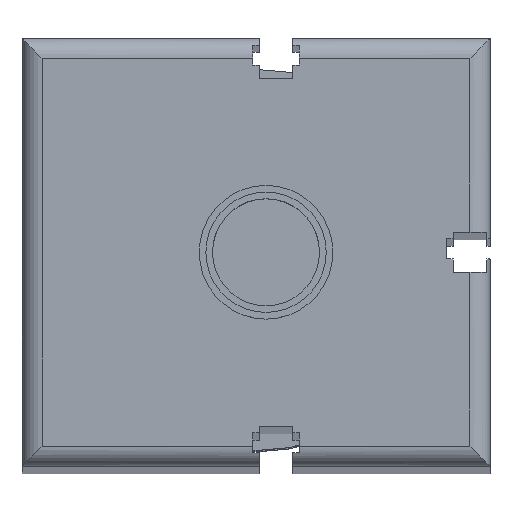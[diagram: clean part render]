
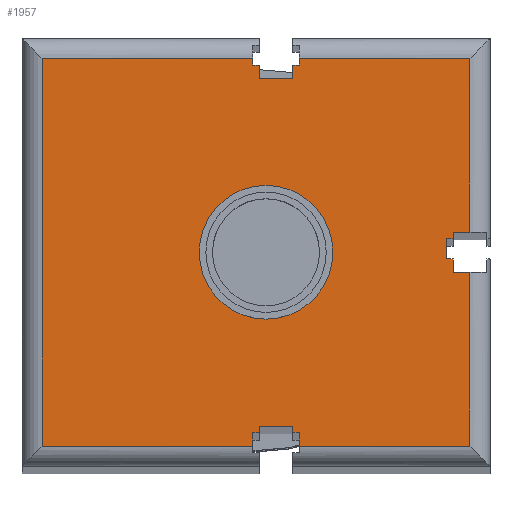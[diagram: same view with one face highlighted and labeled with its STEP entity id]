
A CAD part, top view. The second image highlights one B-rep face of the part: STEP entity #1957.
In plain terms, the highlighted planar face has unit normal (0, 0, 1).
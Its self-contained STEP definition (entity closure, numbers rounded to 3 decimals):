
#56=DIRECTION('',(0.,-1.,0.));
#57=VECTOR('',#56,1.);
#58=CARTESIAN_POINT('',(-2.5,-26.,0.));
#59=LINE('',#58,#57);
#64=DIRECTION('',(-1.,0.,0.));
#65=VECTOR('',#64,1.);
#66=CARTESIAN_POINT('',(-2.5,-27.,0.));
#67=LINE('',#66,#65);
#71=DIRECTION('',(0.,-1.,0.));
#72=VECTOR('',#71,2.);
#73=CARTESIAN_POINT('',(-3.5,-27.,0.));
#74=LINE('',#73,#72);
#78=DIRECTION('',(1.,0.,0.));
#79=VECTOR('',#78,31.5);
#80=CARTESIAN_POINT('',(-35.,-29.,0.));
#81=LINE('',#80,#79);
#85=DIRECTION('',(0.,-1.,0.));
#86=VECTOR('',#85,58.);
#87=CARTESIAN_POINT('',(-35.,29.,0.));
#88=LINE('',#87,#86);
#92=DIRECTION('',(-1.,0.,0.));
#93=VECTOR('',#92,31.5);
#94=CARTESIAN_POINT('',(-3.5,29.,0.));
#95=LINE('',#94,#93);
#99=DIRECTION('',(0.,-1.,0.));
#100=VECTOR('',#99,1.);
#101=CARTESIAN_POINT('',(-3.5,29.,0.));
#102=LINE('',#101,#100);
#106=DIRECTION('',(1.,0.,0.));
#107=VECTOR('',#106,1.);
#108=CARTESIAN_POINT('',(-3.5,28.,0.));
#109=LINE('',#108,#107);
#113=DIRECTION('',(1.,0.,0.));
#114=VECTOR('',#113,1.);
#115=CARTESIAN_POINT('',(2.5,28.,0.));
#116=LINE('',#115,#114);
#120=DIRECTION('',(0.,1.,0.));
#121=VECTOR('',#120,1.);
#122=CARTESIAN_POINT('',(3.5,28.,0.));
#123=LINE('',#122,#121);
#127=DIRECTION('',(-1.,0.,0.));
#128=VECTOR('',#127,25.5);
#129=CARTESIAN_POINT('',(29.,29.,0.));
#130=LINE('',#129,#128);
#134=DIRECTION('',(0.,1.,0.));
#135=VECTOR('',#134,26.);
#136=CARTESIAN_POINT('',(29.,3.,0.));
#137=LINE('',#136,#135);
#141=DIRECTION('',(-1.,0.,0.));
#142=VECTOR('',#141,2.5);
#143=CARTESIAN_POINT('',(29.,3.,0.));
#144=LINE('',#143,#142);
#148=DIRECTION('',(0.,-1.,0.));
#149=VECTOR('',#148,1.);
#150=CARTESIAN_POINT('',(26.5,3.,0.));
#151=LINE('',#150,#149);
#155=DIRECTION('',(-1.,0.,0.));
#156=VECTOR('',#155,1.);
#157=CARTESIAN_POINT('',(26.5,2.,0.));
#158=LINE('',#157,#156);
#162=DIRECTION('',(0.,-1.,0.));
#163=VECTOR('',#162,3.);
#164=CARTESIAN_POINT('',(25.5,2.,0.));
#165=LINE('',#164,#163);
#169=DIRECTION('',(1.,0.,0.));
#170=VECTOR('',#169,1.);
#171=CARTESIAN_POINT('',(25.5,-1.,0.));
#172=LINE('',#171,#170);
#176=DIRECTION('',(0.,1.,0.));
#177=VECTOR('',#176,26.);
#178=CARTESIAN_POINT('',(29.,-29.,0.));
#179=LINE('',#178,#177);
#183=DIRECTION('',(1.,0.,0.));
#184=VECTOR('',#183,25.5);
#185=CARTESIAN_POINT('',(3.5,-29.,0.));
#186=LINE('',#185,#184);
#190=DIRECTION('',(0.,1.,0.));
#191=VECTOR('',#190,2.);
#192=CARTESIAN_POINT('',(3.5,-29.,0.));
#193=LINE('',#192,#191);
#197=DIRECTION('',(-1.,0.,0.));
#198=VECTOR('',#197,1.);
#199=CARTESIAN_POINT('',(3.5,-27.,0.));
#200=LINE('',#199,#198);
#204=DIRECTION('',(0.,1.,0.));
#205=VECTOR('',#204,1.);
#206=CARTESIAN_POINT('',(2.5,-27.,0.));
#207=LINE('',#206,#205);
#211=DIRECTION('',(-1.,0.,0.));
#212=VECTOR('',#211,5.);
#213=CARTESIAN_POINT('',(2.5,-26.,0.));
#214=LINE('',#213,#212);
#218=CARTESIAN_POINT('',(-1.5,0.,0.));
#219=DIRECTION('',(0.,0.,1.));
#220=DIRECTION('',(1.,0.,0.));
#221=AXIS2_PLACEMENT_3D('',#218,#219,#220);
#226=CARTESIAN_POINT('',(-1.5,0.,0.));
#227=DIRECTION('',(0.,0.,1.));
#228=DIRECTION('',(-1.,0.,0.));
#229=AXIS2_PLACEMENT_3D('',#226,#227,#228);
#307=CARTESIAN_POINT('',(29.,-29.,0.));
#788=DIRECTION('',(0.,1.,0.));
#789=VECTOR('',#788,2.);
#790=CARTESIAN_POINT('',(-2.5,26.,0.));
#791=LINE('',#790,#789);
#809=DIRECTION('',(-1.,0.,0.));
#810=VECTOR('',#809,5.);
#811=CARTESIAN_POINT('',(2.5,26.,0.));
#812=LINE('',#811,#810);
#823=DIRECTION('',(0.,-1.,0.));
#824=VECTOR('',#823,2.);
#825=CARTESIAN_POINT('',(2.5,28.,0.));
#826=LINE('',#825,#824);
#932=DIRECTION('',(-1.,0.,0.));
#933=VECTOR('',#932,2.5);
#934=CARTESIAN_POINT('',(29.,-3.,0.));
#935=LINE('',#934,#933);
#1171=CARTESIAN_POINT('',(29.,29.,0.));
#1225=DIRECTION('',(0.,1.,0.));
#1226=VECTOR('',#1225,2.);
#1227=CARTESIAN_POINT('',(26.5,-3.,0.));
#1228=LINE('',#1227,#1226);
#1623=CARTESIAN_POINT('',(-3.5,29.,0.));
#1624=CARTESIAN_POINT('',(-3.5,28.,0.));
#1625=VERTEX_POINT('',#1623);
#1626=VERTEX_POINT('',#1624);
#1627=CARTESIAN_POINT('',(-2.5,28.,0.));
#1628=VERTEX_POINT('',#1627);
#1629=CARTESIAN_POINT('',(2.5,28.,0.));
#1630=CARTESIAN_POINT('',(3.5,28.,0.));
#1631=VERTEX_POINT('',#1629);
#1632=VERTEX_POINT('',#1630);
#1633=CARTESIAN_POINT('',(3.5,29.,0.));
#1634=VERTEX_POINT('',#1633);
#1671=CARTESIAN_POINT('',(-2.5,26.,0.));
#1673=VERTEX_POINT('',#1671);
#1675=CARTESIAN_POINT('',(2.5,26.,0.));
#1677=VERTEX_POINT('',#1675);
#1679=CARTESIAN_POINT('',(26.5,3.,0.));
#1680=CARTESIAN_POINT('',(26.5,2.,0.));
#1681=VERTEX_POINT('',#1679);
#1682=VERTEX_POINT('',#1680);
#1683=CARTESIAN_POINT('',(25.5,2.,0.));
#1684=VERTEX_POINT('',#1683);
#1685=CARTESIAN_POINT('',(25.5,-1.,0.));
#1686=VERTEX_POINT('',#1685);
#1687=CARTESIAN_POINT('',(26.5,-1.,0.));
#1688=VERTEX_POINT('',#1687);
#1689=CARTESIAN_POINT('',(29.,3.,0.));
#1690=VERTEX_POINT('',#1689);
#1711=CARTESIAN_POINT('',(26.5,-3.,0.));
#1713=VERTEX_POINT('',#1711);
#1733=CARTESIAN_POINT('',(29.,-3.,0.));
#1734=VERTEX_POINT('',#1733);
#1735=CARTESIAN_POINT('',(-2.5,-26.,0.));
#1736=CARTESIAN_POINT('',(-2.5,-27.,0.));
#1737=VERTEX_POINT('',#1735);
#1738=VERTEX_POINT('',#1736);
#1739=CARTESIAN_POINT('',(-3.5,-27.,0.));
#1740=VERTEX_POINT('',#1739);
#1741=CARTESIAN_POINT('',(-3.5,-29.,0.));
#1742=VERTEX_POINT('',#1741);
#1743=CARTESIAN_POINT('',(3.5,-29.,0.));
#1744=CARTESIAN_POINT('',(3.5,-27.,0.));
#1745=VERTEX_POINT('',#1743);
#1746=VERTEX_POINT('',#1744);
#1747=CARTESIAN_POINT('',(2.5,-27.,0.));
#1748=VERTEX_POINT('',#1747);
#1749=CARTESIAN_POINT('',(2.5,-26.,0.));
#1750=VERTEX_POINT('',#1749);
#1791=CARTESIAN_POINT('',(7.5,0.,0.));
#1792=CARTESIAN_POINT('',(-10.5,0.,0.));
#1793=VERTEX_POINT('',#1791);
#1794=VERTEX_POINT('',#1792);
#1819=CARTESIAN_POINT('',(-35.,29.,0.));
#1820=CARTESIAN_POINT('',(-35.,-29.,0.));
#1821=VERTEX_POINT('',#1819);
#1822=VERTEX_POINT('',#1820);
#1839=VERTEX_POINT('',#1171);
#1840=VERTEX_POINT('',#307);
#1888=CARTESIAN_POINT('',(0.,0.,0.));
#1889=DIRECTION('',(0.,0.,1.));
#1890=DIRECTION('',(1.,0.,0.));
#1891=AXIS2_PLACEMENT_3D('',#1888,#1889,#1890);
#1892=PLANE('',#1891);
#1894=ORIENTED_EDGE('',*,*,#1893,.T.);
#1896=ORIENTED_EDGE('',*,*,#1895,.T.);
#1898=ORIENTED_EDGE('',*,*,#1897,.T.);
#1900=ORIENTED_EDGE('',*,*,#1899,.F.);
#1902=ORIENTED_EDGE('',*,*,#1901,.F.);
#1904=ORIENTED_EDGE('',*,*,#1903,.F.);
#1906=ORIENTED_EDGE('',*,*,#1905,.T.);
#1908=ORIENTED_EDGE('',*,*,#1907,.T.);
#1910=ORIENTED_EDGE('',*,*,#1909,.F.);
#1912=ORIENTED_EDGE('',*,*,#1911,.F.);
#1914=ORIENTED_EDGE('',*,*,#1913,.F.);
#1916=ORIENTED_EDGE('',*,*,#1915,.T.);
#1918=ORIENTED_EDGE('',*,*,#1917,.T.);
#1920=ORIENTED_EDGE('',*,*,#1919,.F.);
#1922=ORIENTED_EDGE('',*,*,#1921,.F.);
#1924=ORIENTED_EDGE('',*,*,#1923,.T.);
#1926=ORIENTED_EDGE('',*,*,#1925,.T.);
#1928=ORIENTED_EDGE('',*,*,#1927,.T.);
#1930=ORIENTED_EDGE('',*,*,#1929,.T.);
#1932=ORIENTED_EDGE('',*,*,#1931,.T.);
#1934=ORIENTED_EDGE('',*,*,#1933,.F.);
#1936=ORIENTED_EDGE('',*,*,#1935,.F.);
#1938=ORIENTED_EDGE('',*,*,#1937,.F.);
#1940=ORIENTED_EDGE('',*,*,#1939,.F.);
#1942=ORIENTED_EDGE('',*,*,#1941,.T.);
#1944=ORIENTED_EDGE('',*,*,#1943,.T.);
#1946=ORIENTED_EDGE('',*,*,#1945,.T.);
#1948=ORIENTED_EDGE('',*,*,#1947,.T.);
#1949=EDGE_LOOP('',(#1894,#1896,#1898,#1900,#1902,#1904,#1906,#1908,#1910,#1912,
#1914,#1916,#1918,#1920,#1922,#1924,#1926,#1928,#1930,#1932,#1934,#1936,#1938,
#1940,#1942,#1944,#1946,#1948));
#1950=FACE_OUTER_BOUND('',#1949,.F.);
#1952=ORIENTED_EDGE('',*,*,#1951,.T.);
#1954=ORIENTED_EDGE('',*,*,#1953,.T.);
#1955=EDGE_LOOP('',(#1952,#1954));
#1956=FACE_BOUND('',#1955,.F.);
#1957=ADVANCED_FACE('',(#1950,#1956),#1892,.T.);
#222=CIRCLE('',#221,9.);
#230=CIRCLE('',#229,9.);
#1893=EDGE_CURVE('',#1737,#1738,#59,.T.);
#1895=EDGE_CURVE('',#1738,#1740,#67,.T.);
#1897=EDGE_CURVE('',#1740,#1742,#74,.T.);
#1899=EDGE_CURVE('',#1822,#1742,#81,.T.);
#1901=EDGE_CURVE('',#1821,#1822,#88,.T.);
#1903=EDGE_CURVE('',#1625,#1821,#95,.T.);
#1905=EDGE_CURVE('',#1625,#1626,#102,.T.);
#1907=EDGE_CURVE('',#1626,#1628,#109,.T.);
#1909=EDGE_CURVE('',#1673,#1628,#791,.T.);
#1911=EDGE_CURVE('',#1677,#1673,#812,.T.);
#1913=EDGE_CURVE('',#1631,#1677,#826,.T.);
#1915=EDGE_CURVE('',#1631,#1632,#116,.T.);
#1917=EDGE_CURVE('',#1632,#1634,#123,.T.);
#1919=EDGE_CURVE('',#1839,#1634,#130,.T.);
#1921=EDGE_CURVE('',#1690,#1839,#137,.T.);
#1923=EDGE_CURVE('',#1690,#1681,#144,.T.);
#1925=EDGE_CURVE('',#1681,#1682,#151,.T.);
#1927=EDGE_CURVE('',#1682,#1684,#158,.T.);
#1929=EDGE_CURVE('',#1684,#1686,#165,.T.);
#1931=EDGE_CURVE('',#1686,#1688,#172,.T.);
#1933=EDGE_CURVE('',#1713,#1688,#1228,.T.);
#1935=EDGE_CURVE('',#1734,#1713,#935,.T.);
#1937=EDGE_CURVE('',#1840,#1734,#179,.T.);
#1939=EDGE_CURVE('',#1745,#1840,#186,.T.);
#1941=EDGE_CURVE('',#1745,#1746,#193,.T.);
#1943=EDGE_CURVE('',#1746,#1748,#200,.T.);
#1945=EDGE_CURVE('',#1748,#1750,#207,.T.);
#1947=EDGE_CURVE('',#1750,#1737,#214,.T.);
#1951=EDGE_CURVE('',#1793,#1794,#222,.T.);
#1953=EDGE_CURVE('',#1794,#1793,#230,.T.);
